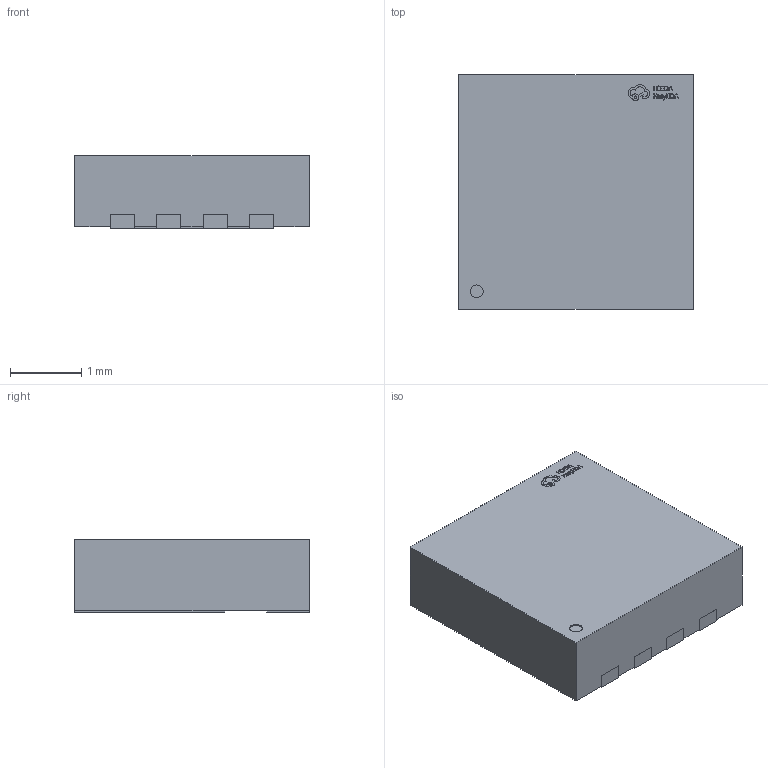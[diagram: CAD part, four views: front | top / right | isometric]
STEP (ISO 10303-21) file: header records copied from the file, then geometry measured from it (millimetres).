
FILE_DESCRIPTION (( 'STEP AP214' ), '1' );
FILE_NAME ('TSDSON-8-FL_L3.3-W3.3-P0.65-BL.step', '2022-07-26T09:28:17', ( '' ), ( '' ), 'SwSTEP 2.0', 'SolidWorks 2020', '' );
FILE_SCHEMA (( 'AUTOMOTIVE_DESIGN' ));
Length unit declared in the file: millimetre
Products named in the file (1): TSDSON-8-FL_L3.3-W3.3-P0.65-BL
Bounding box: 3.3 x 3.3 x 1.02 mm (x, y, z)
Volume: 11 mm3; surface area: 35.5 mm2
Topology: 14 solids, 14 shells, 347 faces, 933 edges, 622 vertices
Faces by surface type: plane 233, bspline 112, cylinder 2
Entity records: 15308 total; most frequent: CARTESIAN_POINT 4007, ORIENTED_EDGE 1866, DIRECTION 1181, EDGE_CURVE 933, LINE 701, VECTOR 701, VERTEX_POINT 622, EDGE_LOOP 367
